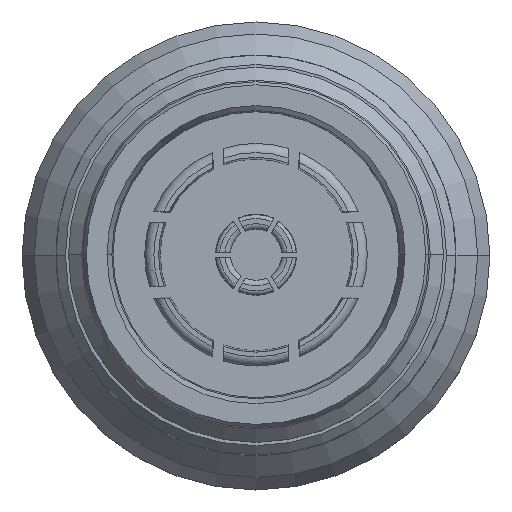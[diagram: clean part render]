
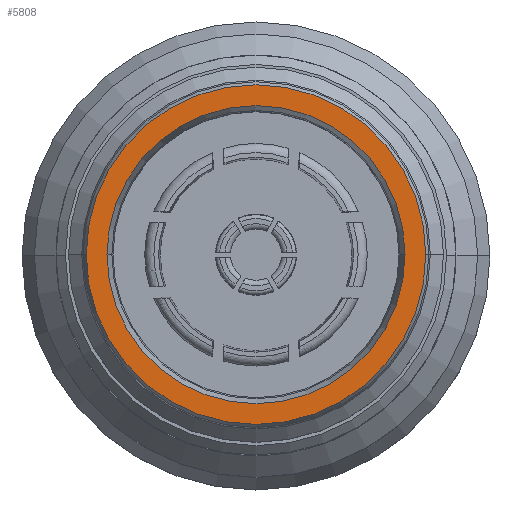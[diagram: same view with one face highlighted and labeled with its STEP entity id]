
A CAD part, top view. The second image highlights one B-rep face of the part: STEP entity #5808.
In plain terms, the highlighted planar face has unit normal (0, 0, 1).
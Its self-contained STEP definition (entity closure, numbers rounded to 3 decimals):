
#456 = CIRCLE ( 'NONE', #9765, 7.9 ) ;
#723 = CIRCLE ( 'NONE', #7201, 7.9 ) ;
#880 = VERTEX_POINT ( 'NONE', #1149 ) ;
#922 = CIRCLE ( 'NONE', #3041, 9. ) ;
#1148 = DIRECTION ( 'NONE',  ( 0., 0., 1. ) ) ;
#1149 = CARTESIAN_POINT ( 'NONE',  ( 9., 0., 0. ) ) ;
#1261 = DIRECTION ( 'NONE',  ( 0., 0., 1. ) ) ;
#1278 = FACE_OUTER_BOUND ( 'NONE', #2869, .T. ) ;
#1555 = ORIENTED_EDGE ( 'NONE', *, *, #10317, .F. ) ;
#1937 = VERTEX_POINT ( 'NONE', #10012 ) ;
#1958 = CARTESIAN_POINT ( 'NONE',  ( -7.9, 0., 0. ) ) ;
#2497 = ORIENTED_EDGE ( 'NONE', *, *, #8819, .T. ) ;
#2498 = EDGE_LOOP ( 'NONE', ( #4029, #1555 ) ) ;
#2824 = VERTEX_POINT ( 'NONE', #1958 ) ;
#2869 = EDGE_LOOP ( 'NONE', ( #2497, #3440 ) ) ;
#2930 = AXIS2_PLACEMENT_3D ( 'NONE', #7932, #3061, #2991 ) ;
#2991 = DIRECTION ( 'NONE',  ( -1., 0., 0. ) ) ;
#3041 = AXIS2_PLACEMENT_3D ( 'NONE', #4231, #7446, #3460 ) ;
#3061 = DIRECTION ( 'NONE',  ( 0., 0., -1. ) ) ;
#3440 = ORIENTED_EDGE ( 'NONE', *, *, #3747, .T. ) ;
#3460 = DIRECTION ( 'NONE',  ( 1., 0., 0. ) ) ;
#3509 = CARTESIAN_POINT ( 'NONE',  ( 0., 0., 0. ) ) ;
#3747 = EDGE_CURVE ( 'NONE', #880, #5937, #922, .T. ) ;
#4029 = ORIENTED_EDGE ( 'NONE', *, *, #4532, .F. ) ;
#4173 = FACE_BOUND ( 'NONE', #2498, .T. ) ;
#4231 = CARTESIAN_POINT ( 'NONE',  ( 0., 0., 0. ) ) ;
#4532 = EDGE_CURVE ( 'NONE', #1937, #2824, #456, .T. ) ;
#5371 = CARTESIAN_POINT ( 'NONE',  ( 0., 0., 0. ) ) ;
#5436 = DIRECTION ( 'NONE',  ( 1., 0., 0. ) ) ;
#5808 = ADVANCED_FACE ( 'NONE', ( #1278, #4173 ), #8803, .F. ) ;
#5937 = VERTEX_POINT ( 'NONE', #9716 ) ;
#6602 = CIRCLE ( 'NONE', #7185, 9. ) ;
#6868 = DIRECTION ( 'NONE',  ( 1., 0., 0. ) ) ;
#7185 = AXIS2_PLACEMENT_3D ( 'NONE', #5371, #1261, #5436 ) ;
#7201 = AXIS2_PLACEMENT_3D ( 'NONE', #3509, #1148, #6868 ) ;
#7446 = DIRECTION ( 'NONE',  ( 0., 0., 1. ) ) ;
#7932 = CARTESIAN_POINT ( 'NONE',  ( 0., 0., 0. ) ) ;
#8803 = PLANE ( 'NONE',  #2930 ) ;
#8819 = EDGE_CURVE ( 'NONE', #5937, #880, #6602, .T. ) ;
#9042 = DIRECTION ( 'NONE',  ( 0., 0., 1. ) ) ;
#9114 = DIRECTION ( 'NONE',  ( 1., 0., 0. ) ) ;
#9716 = CARTESIAN_POINT ( 'NONE',  ( -9., 0., 0. ) ) ;
#9765 = AXIS2_PLACEMENT_3D ( 'NONE', #9852, #9042, #9114 ) ;
#9852 = CARTESIAN_POINT ( 'NONE',  ( 0., 0., 0. ) ) ;
#10012 = CARTESIAN_POINT ( 'NONE',  ( 7.9, 0., 0. ) ) ;
#10317 = EDGE_CURVE ( 'NONE', #2824, #1937, #723, .T. ) ;
